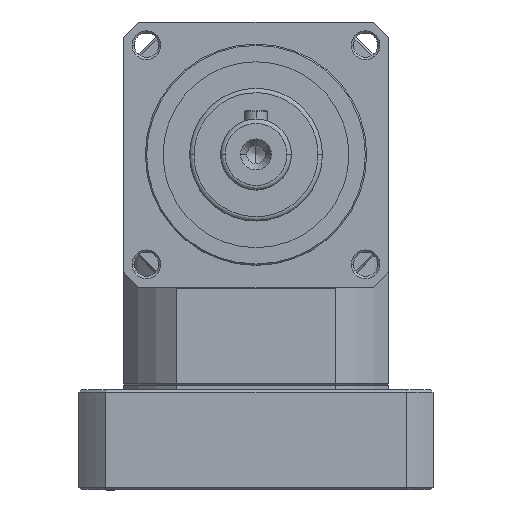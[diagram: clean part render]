
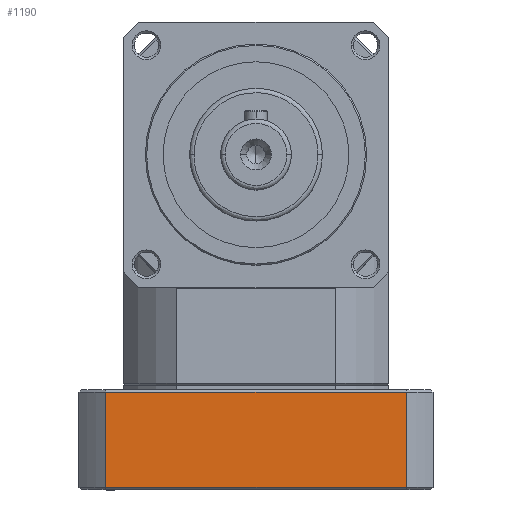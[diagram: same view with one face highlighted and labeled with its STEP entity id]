
A CAD part, top view. The second image highlights one B-rep face of the part: STEP entity #1190.
In plain terms, the highlighted face is planar.
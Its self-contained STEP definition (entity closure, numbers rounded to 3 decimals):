
#638 = EDGE_CURVE ( 'NONE', #2707, #21176, #2852, .T. ) ;
#1046 = CARTESIAN_POINT ( 'NONE',  ( 0., -40., 34.004 ) ) ;
#1190 = ADVANCED_FACE ( 'NONE', ( #15639 ), #18940, .T. ) ;
#2555 = ORIENTED_EDGE ( 'NONE', *, *, #11084, .F. ) ;
#2707 = VERTEX_POINT ( 'NONE', #21148 ) ;
#2831 = DIRECTION ( 'NONE',  ( 0., 0., 1. ) ) ;
#2852 = LINE ( 'NONE', #19757, #12401 ) ;
#2969 = CARTESIAN_POINT ( 'NONE',  ( 23., -40., 34.004 ) ) ;
#2986 = DIRECTION ( 'NONE',  ( -1., 0., 0. ) ) ;
#3154 = ORIENTED_EDGE ( 'NONE', *, *, #638, .F. ) ;
#4751 = EDGE_LOOP ( 'NONE', ( #22128, #21871, #2555, #3154 ) ) ;
#4819 = CARTESIAN_POINT ( 'NONE',  ( 23., -40., 40. ) ) ;
#5140 = LINE ( 'NONE', #10496, #10212 ) ;
#7608 = AXIS2_PLACEMENT_3D ( 'NONE', #16862, #16768, #16681 ) ;
#9030 = CARTESIAN_POINT ( 'NONE',  ( 1.5, -40., -34.004 ) ) ;
#9910 = VERTEX_POINT ( 'NONE', #24042 ) ;
#10212 = VECTOR ( 'NONE', #2831, 1000. ) ;
#10496 = CARTESIAN_POINT ( 'NONE',  ( 1.5, -40., 20. ) ) ;
#11084 = EDGE_CURVE ( 'NONE', #21176, #9910, #5140, .T. ) ;
#12401 = VECTOR ( 'NONE', #19916, 1000. ) ;
#14309 = LINE ( 'NONE', #4819, #24311 ) ;
#15639 = FACE_OUTER_BOUND ( 'NONE', #4751, .T. ) ;
#16681 = DIRECTION ( 'NONE',  ( 0., 0., -1. ) ) ;
#16768 = DIRECTION ( 'NONE',  ( 0., -1., 0. ) ) ;
#16862 = CARTESIAN_POINT ( 'NONE',  ( 0., -40., 40. ) ) ;
#18124 = DIRECTION ( 'NONE',  ( 0., 0., 1. ) ) ;
#18437 = EDGE_CURVE ( 'NONE', #2707, #18531, #14309, .T. ) ;
#18531 = VERTEX_POINT ( 'NONE', #2969 ) ;
#18940 = PLANE ( 'NONE',  #7608 ) ;
#19757 = CARTESIAN_POINT ( 'NONE',  ( 23.5, -40., -34.004 ) ) ;
#19916 = DIRECTION ( 'NONE',  ( -1., 0., 0. ) ) ;
#21148 = CARTESIAN_POINT ( 'NONE',  ( 23., -40., -34.004 ) ) ;
#21176 = VERTEX_POINT ( 'NONE', #9030 ) ;
#21871 = ORIENTED_EDGE ( 'NONE', *, *, #23131, .T. ) ;
#22128 = ORIENTED_EDGE ( 'NONE', *, *, #18437, .T. ) ;
#23076 = VECTOR ( 'NONE', #2986, 1000. ) ;
#23131 = EDGE_CURVE ( 'NONE', #18531, #9910, #23649, .T. ) ;
#23649 = LINE ( 'NONE', #1046, #23076 ) ;
#24042 = CARTESIAN_POINT ( 'NONE',  ( 1.5, -40., 34.004 ) ) ;
#24311 = VECTOR ( 'NONE', #18124, 1000. ) ;
